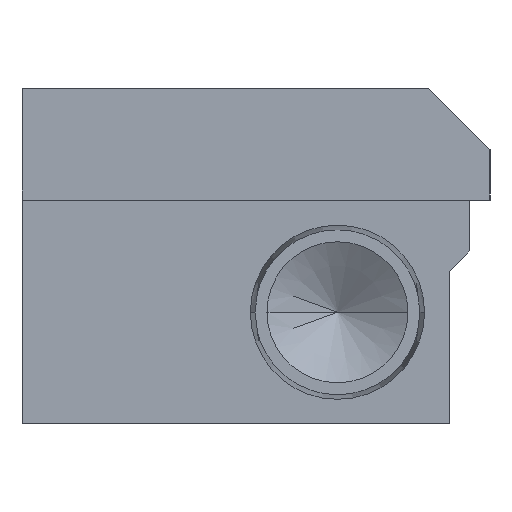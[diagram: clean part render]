
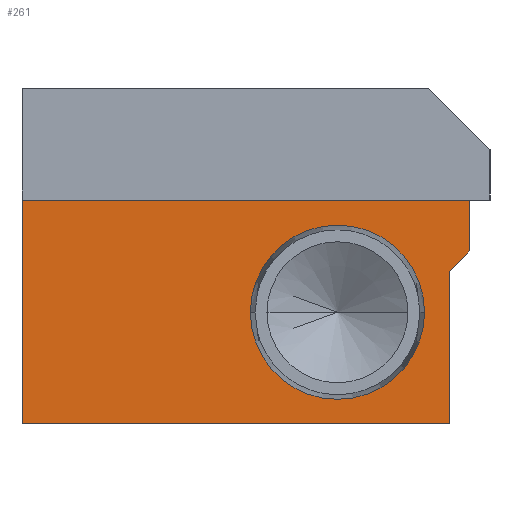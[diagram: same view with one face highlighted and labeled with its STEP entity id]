
A CAD part, left-side view. The second image highlights one B-rep face of the part: STEP entity #261.
In plain terms, the highlighted planar face has unit normal (-1, 0, 0).
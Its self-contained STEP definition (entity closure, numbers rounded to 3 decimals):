
#261=ADVANCED_FACE('',(#606,#607),#608,.T.);
#606=FACE_OUTER_BOUND('',#1675,.T.);
#607=FACE_BOUND('',#1676,.T.);
#608=PLANE('',#1677);
#1675=EDGE_LOOP('',(#2855,#2856,#2857,#2858,#2859,#2860));
#1676=EDGE_LOOP('',(#2861,#2862));
#1677=AXIS2_PLACEMENT_3D('',#2863,#2864,#2865);
#2855=ORIENTED_EDGE('',*,*,#3646,.F.);
#2856=ORIENTED_EDGE('',*,*,#3626,.F.);
#2857=ORIENTED_EDGE('',*,*,#3647,.F.);
#2858=ORIENTED_EDGE('',*,*,#3648,.F.);
#2859=ORIENTED_EDGE('',*,*,#3649,.F.);
#2860=ORIENTED_EDGE('',*,*,#3650,.F.);
#2861=ORIENTED_EDGE('',*,*,#3643,.T.);
#2862=ORIENTED_EDGE('',*,*,#3565,.T.);
#2863=CARTESIAN_POINT('',(-927.099,-498.753,-8.75));
#2864=DIRECTION('',(-1.0,0.0,0.0));
#2865=DIRECTION('',(0.0,0.0,1.0));
#3565=EDGE_CURVE('',#4163,#4160,#4164,.T.);
#3626=EDGE_CURVE('',#4269,#4264,#4271,.T.);
#3643=EDGE_CURVE('',#4160,#4163,#4288,.T.);
#3646=EDGE_CURVE('',#4264,#4291,#4292,.T.);
#3647=EDGE_CURVE('',#4293,#4269,#4294,.T.);
#3648=EDGE_CURVE('',#4295,#4293,#4296,.T.);
#3649=EDGE_CURVE('',#4297,#4295,#4298,.T.);
#3650=EDGE_CURVE('',#4291,#4297,#4299,.T.);
#4160=VERTEX_POINT('',#5136);
#4163=VERTEX_POINT('',#5140);
#4164=CIRCLE('',#5141,6.795);
#4264=VERTEX_POINT('',#5266);
#4269=VERTEX_POINT('',#5273);
#4271=LINE('',#5276,#5277);
#4288=CIRCLE('',#5294,6.795);
#4291=VERTEX_POINT('',#5297);
#4292=LINE('',#5298,#5299);
#4293=VERTEX_POINT('',#5300);
#4294=LINE('',#5301,#5302);
#4295=VERTEX_POINT('',#5303);
#4296=LINE('',#5304,#5305);
#4297=VERTEX_POINT('',#5306);
#4298=LINE('',#5307,#5308);
#4299=LINE('',#5309,#5310);
#5136=CARTESIAN_POINT('',(-927.099,-495.355,-8.75));
#5140=CARTESIAN_POINT('',(-927.099,-508.945,-8.75));
#5141=AXIS2_PLACEMENT_3D('',#6005,#6006,#6007);
#5266=CARTESIAN_POINT('',(-927.099,-477.537,-17.463));
#5273=CARTESIAN_POINT('',(-927.099,-510.862,-17.463));
#5276=CARTESIAN_POINT('',(-927.099,-510.862,-17.463));
#5277=VECTOR('',#6132,33.325);
#5294=AXIS2_PLACEMENT_3D('',#6181,#6182,#6183);
#5297=CARTESIAN_POINT('',(-927.099,-477.537,0.0));
#5298=CARTESIAN_POINT('',(-927.099,-477.537,-17.463));
#5299=VECTOR('',#6190,17.463);
#5300=CARTESIAN_POINT('',(-927.099,-510.862,-5.569));
#5301=CARTESIAN_POINT('',(-927.099,-510.862,-5.569));
#5302=VECTOR('',#6191,11.894);
#5303=CARTESIAN_POINT('',(-927.099,-512.462,-3.969));
#5304=CARTESIAN_POINT('',(-927.099,-512.462,-3.969));
#5305=VECTOR('',#6192,2.263);
#5306=CARTESIAN_POINT('',(-927.099,-512.462,0.0));
#5307=CARTESIAN_POINT('',(-927.099,-512.462,0.0));
#5308=VECTOR('',#6193,3.969);
#5309=CARTESIAN_POINT('',(-927.099,-477.537,0.0));
#5310=VECTOR('',#6194,34.925);
#6005=CARTESIAN_POINT('',(-927.099,-502.15,-8.75));
#6006=DIRECTION('',(1.0,0.0,0.0));
#6007=DIRECTION('',(0.0,1.0,0.0));
#6132=DIRECTION('',(0.0,1.0,0.0));
#6181=CARTESIAN_POINT('',(-927.099,-502.15,-8.75));
#6182=DIRECTION('',(1.0,0.0,0.0));
#6183=DIRECTION('',(0.0,1.0,0.0));
#6190=DIRECTION('',(0.0,0.0,1.0));
#6191=DIRECTION('',(0.0,0.0,-1.0));
#6192=DIRECTION('',(0.0,0.707,-0.707));
#6193=DIRECTION('',(0.0,0.0,-1.0));
#6194=DIRECTION('',(0.0,-1.0,0.0));
